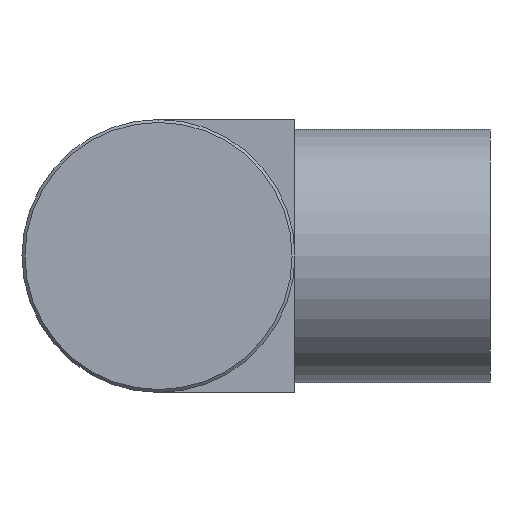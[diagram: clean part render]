
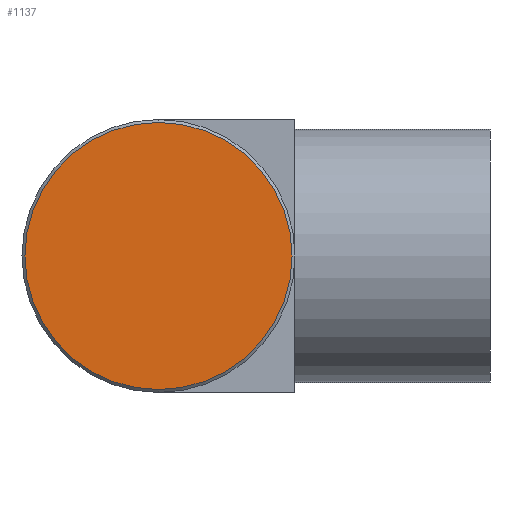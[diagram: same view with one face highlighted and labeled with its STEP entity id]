
A CAD part, left-side view. The second image highlights one B-rep face of the part: STEP entity #1137.
In plain terms, the highlighted planar face has unit normal (-1, 0, 0).
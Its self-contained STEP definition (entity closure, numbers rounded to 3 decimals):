
#44 = DIRECTION ( 'NONE',  ( -1., 0., 0. ) ) ;
#56 = EDGE_CURVE ( 'NONE', #255, #84, #516, .T. ) ;
#84 = VERTEX_POINT ( 'NONE', #1034 ) ;
#120 = CARTESIAN_POINT ( 'NONE',  ( 0., 0., 0. ) ) ;
#133 = AXIS2_PLACEMENT_3D ( 'NONE', #434, #44, #723 ) ;
#181 = CARTESIAN_POINT ( 'NONE',  ( 0., 0., -13.7 ) ) ;
#223 = DIRECTION ( 'NONE',  ( -1., 0., 0. ) ) ;
#255 = VERTEX_POINT ( 'NONE', #181 ) ;
#405 = EDGE_LOOP ( 'NONE', ( #632, #1260 ) ) ;
#434 = CARTESIAN_POINT ( 'NONE',  ( 0., 0., 0. ) ) ;
#516 = CIRCLE ( 'NONE', #133, 13.7 ) ;
#529 = FACE_OUTER_BOUND ( 'NONE', #405, .T. ) ;
#627 = AXIS2_PLACEMENT_3D ( 'NONE', #120, #223, #1082 ) ;
#632 = ORIENTED_EDGE ( 'NONE', *, *, #56, .T. ) ;
#689 = CIRCLE ( 'NONE', #627, 13.7 ) ;
#723 = DIRECTION ( 'NONE',  ( 0., 0., 1. ) ) ;
#863 = PLANE ( 'NONE',  #913 ) ;
#913 = AXIS2_PLACEMENT_3D ( 'NONE', #1252, #1239, #1247 ) ;
#980 = EDGE_CURVE ( 'NONE', #84, #255, #689, .T. ) ;
#1034 = CARTESIAN_POINT ( 'NONE',  ( 0., 0., 13.7 ) ) ;
#1082 = DIRECTION ( 'NONE',  ( 0., 0., 1. ) ) ;
#1137 = ADVANCED_FACE ( 'NONE', ( #529 ), #863, .F. ) ;
#1239 = DIRECTION ( 'NONE',  ( 1., 0., 0. ) ) ;
#1247 = DIRECTION ( 'NONE',  ( 0., 0., -1. ) ) ;
#1252 = CARTESIAN_POINT ( 'NONE',  ( 0., 0., 0. ) ) ;
#1260 = ORIENTED_EDGE ( 'NONE', *, *, #980, .T. ) ;
